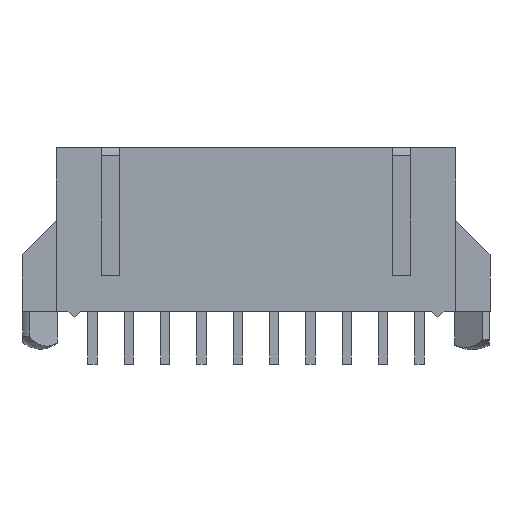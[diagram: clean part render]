
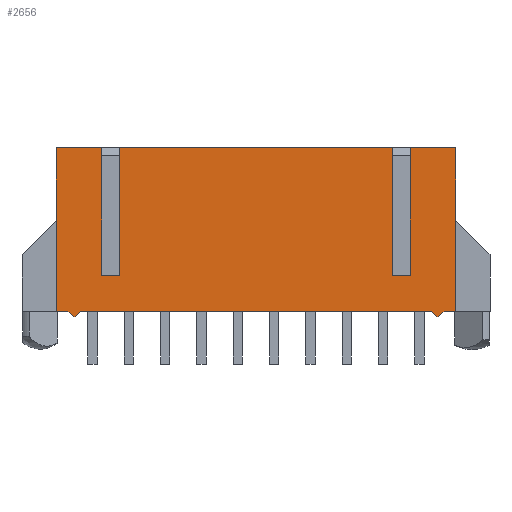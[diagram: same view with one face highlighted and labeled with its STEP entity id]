
A CAD part, front view. The second image highlights one B-rep face of the part: STEP entity #2656.
In plain terms, the highlighted planar face has unit normal (0, -1, 0).
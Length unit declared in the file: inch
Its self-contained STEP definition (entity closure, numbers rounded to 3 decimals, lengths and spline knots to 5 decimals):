
#5=DIRECTION('',(-1.,0.,0.));
#6=VECTOR('',#5,0.125);
#7=CARTESIAN_POINT('',(-0.425,-0.1,0.225));
#8=LINE('',#7,#6);
#37=DIRECTION('',(-1.,0.,0.));
#38=VECTOR('',#37,0.125);
#39=CARTESIAN_POINT('',(0.55,-0.1,0.225));
#40=LINE('',#39,#38);
#53=DIRECTION('',(-1.,0.,0.));
#54=VECTOR('',#53,0.75);
#55=CARTESIAN_POINT('',(0.375,-0.1,0.225));
#56=LINE('',#55,#54);
#97=DIRECTION('',(-0.707,0.,-0.707));
#98=VECTOR('',#97,0.02121);
#99=CARTESIAN_POINT('',(0.5175,-0.1,-0.225));
#100=LINE('',#99,#98);
#101=DIRECTION('',(-1.,0.,0.));
#102=VECTOR('',#101,0.005);
#103=CARTESIAN_POINT('',(0.5025,-0.1,-0.24));
#104=LINE('',#103,#102);
#105=DIRECTION('',(-0.707,0.,0.707));
#106=VECTOR('',#105,0.02121);
#107=CARTESIAN_POINT('',(0.4975,-0.1,-0.24));
#108=LINE('',#107,#106);
#109=DIRECTION('',(-0.707,0.,-0.707));
#110=VECTOR('',#109,0.02121);
#111=CARTESIAN_POINT('',(-0.4825,-0.1,-0.225));
#112=LINE('',#111,#110);
#113=DIRECTION('',(-1.,0.,0.));
#114=VECTOR('',#113,0.005);
#115=CARTESIAN_POINT('',(-0.4975,-0.1,-0.24));
#116=LINE('',#115,#114);
#117=DIRECTION('',(-0.707,0.,0.707));
#118=VECTOR('',#117,0.02121);
#119=CARTESIAN_POINT('',(-0.5025,-0.1,-0.24));
#120=LINE('',#119,#118);
#121=DIRECTION('',(0.,0.,-1.));
#122=VECTOR('',#121,0.35);
#123=CARTESIAN_POINT('',(-0.425,-0.1,0.225));
#124=LINE('',#123,#122);
#125=DIRECTION('',(1.,0.,0.));
#126=VECTOR('',#125,0.05);
#127=CARTESIAN_POINT('',(-0.425,-0.1,-0.125));
#128=LINE('',#127,#126);
#129=DIRECTION('',(0.,0.,-1.));
#130=VECTOR('',#129,0.35);
#131=CARTESIAN_POINT('',(-0.375,-0.1,0.225));
#132=LINE('',#131,#130);
#133=DIRECTION('',(0.,0.,-1.));
#134=VECTOR('',#133,0.35);
#135=CARTESIAN_POINT('',(0.375,-0.1,0.225));
#136=LINE('',#135,#134);
#137=DIRECTION('',(1.,0.,0.));
#138=VECTOR('',#137,0.05);
#139=CARTESIAN_POINT('',(0.375,-0.1,-0.125));
#140=LINE('',#139,#138);
#141=DIRECTION('',(0.,0.,-1.));
#142=VECTOR('',#141,0.35);
#143=CARTESIAN_POINT('',(0.425,-0.1,0.225));
#144=LINE('',#143,#142);
#145=DIRECTION('',(0.,0.,-1.));
#146=VECTOR('',#145,0.45);
#147=CARTESIAN_POINT('',(0.55,-0.1,0.225));
#148=LINE('',#147,#146);
#365=DIRECTION('',(-1.,0.,0.));
#366=VECTOR('',#365,0.965);
#367=CARTESIAN_POINT('',(0.4825,-0.1,-0.225));
#368=LINE('',#367,#366);
#393=DIRECTION('',(-1.,0.,0.));
#394=VECTOR('',#393,0.0325);
#395=CARTESIAN_POINT('',(-0.5175,-0.1,-0.225));
#396=LINE('',#395,#394);
#401=DIRECTION('',(-1.,0.,0.));
#402=VECTOR('',#401,0.0325);
#403=CARTESIAN_POINT('',(0.55,-0.1,-0.225));
#404=LINE('',#403,#402);
#1019=DIRECTION('',(0.,0.,-1.));
#1020=VECTOR('',#1019,0.45);
#1021=CARTESIAN_POINT('',(-0.55,-0.1,0.225));
#1022=LINE('',#1021,#1020);
#1876=CARTESIAN_POINT('',(0.55,-0.1,0.225));
#1878=VERTEX_POINT('',#1876);
#1879=CARTESIAN_POINT('',(-0.55,-0.1,0.225));
#1881=VERTEX_POINT('',#1879);
#1891=CARTESIAN_POINT('',(0.55,-0.1,-0.225));
#1892=VERTEX_POINT('',#1891);
#1893=CARTESIAN_POINT('',(-0.55,-0.1,-0.225));
#1894=VERTEX_POINT('',#1893);
#1907=CARTESIAN_POINT('',(-0.4825,-0.1,-0.225));
#1909=VERTEX_POINT('',#1907);
#1911=CARTESIAN_POINT('',(-0.5175,-0.1,-0.225));
#1913=VERTEX_POINT('',#1911);
#1915=CARTESIAN_POINT('',(0.5175,-0.1,-0.225));
#1917=VERTEX_POINT('',#1915);
#1919=CARTESIAN_POINT('',(0.4825,-0.1,-0.225));
#1921=VERTEX_POINT('',#1919);
#1923=CARTESIAN_POINT('',(-0.4975,-0.1,-0.24));
#1924=VERTEX_POINT('',#1923);
#1925=CARTESIAN_POINT('',(-0.5025,-0.1,-0.24));
#1926=VERTEX_POINT('',#1925);
#1927=CARTESIAN_POINT('',(0.5025,-0.1,-0.24));
#1928=VERTEX_POINT('',#1927);
#1929=CARTESIAN_POINT('',(0.4975,-0.1,-0.24));
#1930=VERTEX_POINT('',#1929);
#2001=CARTESIAN_POINT('',(-0.425,-0.1,0.225));
#2003=VERTEX_POINT('',#2001);
#2005=CARTESIAN_POINT('',(-0.375,-0.1,0.225));
#2007=VERTEX_POINT('',#2005);
#2009=CARTESIAN_POINT('',(0.375,-0.1,0.225));
#2011=VERTEX_POINT('',#2009);
#2013=CARTESIAN_POINT('',(0.425,-0.1,0.225));
#2015=VERTEX_POINT('',#2013);
#2017=CARTESIAN_POINT('',(-0.425,-0.1,-0.125));
#2018=CARTESIAN_POINT('',(-0.375,-0.1,-0.125));
#2019=VERTEX_POINT('',#2017);
#2020=VERTEX_POINT('',#2018);
#2021=CARTESIAN_POINT('',(0.375,-0.1,-0.125));
#2022=CARTESIAN_POINT('',(0.425,-0.1,-0.125));
#2023=VERTEX_POINT('',#2021);
#2024=VERTEX_POINT('',#2022);
#2614=CARTESIAN_POINT('',(0.55,-0.1,0.225));
#2615=DIRECTION('',(0.,-1.,0.));
#2616=DIRECTION('',(-1.,0.,0.));
#2617=AXIS2_PLACEMENT_3D('',#2614,#2615,#2616);
#2618=PLANE('',#2617);
#2620=ORIENTED_EDGE('',*,*,#2619,.T.);
#2622=ORIENTED_EDGE('',*,*,#2621,.T.);
#2624=ORIENTED_EDGE('',*,*,#2623,.T.);
#2626=ORIENTED_EDGE('',*,*,#2625,.T.);
#2628=ORIENTED_EDGE('',*,*,#2627,.T.);
#2630=ORIENTED_EDGE('',*,*,#2629,.T.);
#2632=ORIENTED_EDGE('',*,*,#2631,.T.);
#2634=ORIENTED_EDGE('',*,*,#2633,.T.);
#2636=ORIENTED_EDGE('',*,*,#2635,.T.);
#2638=ORIENTED_EDGE('',*,*,#2637,.F.);
#2639=ORIENTED_EDGE('',*,*,#2480,.F.);
#2640=ORIENTED_EDGE('',*,*,#2549,.T.);
#2642=ORIENTED_EDGE('',*,*,#2641,.T.);
#2643=ORIENTED_EDGE('',*,*,#2604,.F.);
#2644=ORIENTED_EDGE('',*,*,#2532,.F.);
#2646=ORIENTED_EDGE('',*,*,#2645,.T.);
#2648=ORIENTED_EDGE('',*,*,#2647,.T.);
#2650=ORIENTED_EDGE('',*,*,#2649,.F.);
#2651=ORIENTED_EDGE('',*,*,#2496,.F.);
#2653=ORIENTED_EDGE('',*,*,#2652,.T.);
#2654=EDGE_LOOP('',(#2620,#2622,#2624,#2626,#2628,#2630,#2632,#2634,#2636,#2638,
#2639,#2640,#2642,#2643,#2644,#2646,#2648,#2650,#2651,#2653));
#2655=FACE_OUTER_BOUND('',#2654,.F.);
#2656=ADVANCED_FACE('',(#2655),#2618,.T.);
#2480=EDGE_CURVE('',#2003,#1881,#8,.T.);
#2496=EDGE_CURVE('',#1878,#2015,#40,.T.);
#2532=EDGE_CURVE('',#2011,#2007,#56,.T.);
#2549=EDGE_CURVE('',#2003,#2019,#124,.T.);
#2604=EDGE_CURVE('',#2007,#2020,#132,.T.);
#2619=EDGE_CURVE('',#1892,#1917,#404,.T.);
#2621=EDGE_CURVE('',#1917,#1928,#100,.T.);
#2623=EDGE_CURVE('',#1928,#1930,#104,.T.);
#2625=EDGE_CURVE('',#1930,#1921,#108,.T.);
#2627=EDGE_CURVE('',#1921,#1909,#368,.T.);
#2629=EDGE_CURVE('',#1909,#1924,#112,.T.);
#2631=EDGE_CURVE('',#1924,#1926,#116,.T.);
#2633=EDGE_CURVE('',#1926,#1913,#120,.T.);
#2635=EDGE_CURVE('',#1913,#1894,#396,.T.);
#2637=EDGE_CURVE('',#1881,#1894,#1022,.T.);
#2641=EDGE_CURVE('',#2019,#2020,#128,.T.);
#2645=EDGE_CURVE('',#2011,#2023,#136,.T.);
#2647=EDGE_CURVE('',#2023,#2024,#140,.T.);
#2649=EDGE_CURVE('',#2015,#2024,#144,.T.);
#2652=EDGE_CURVE('',#1878,#1892,#148,.T.);
